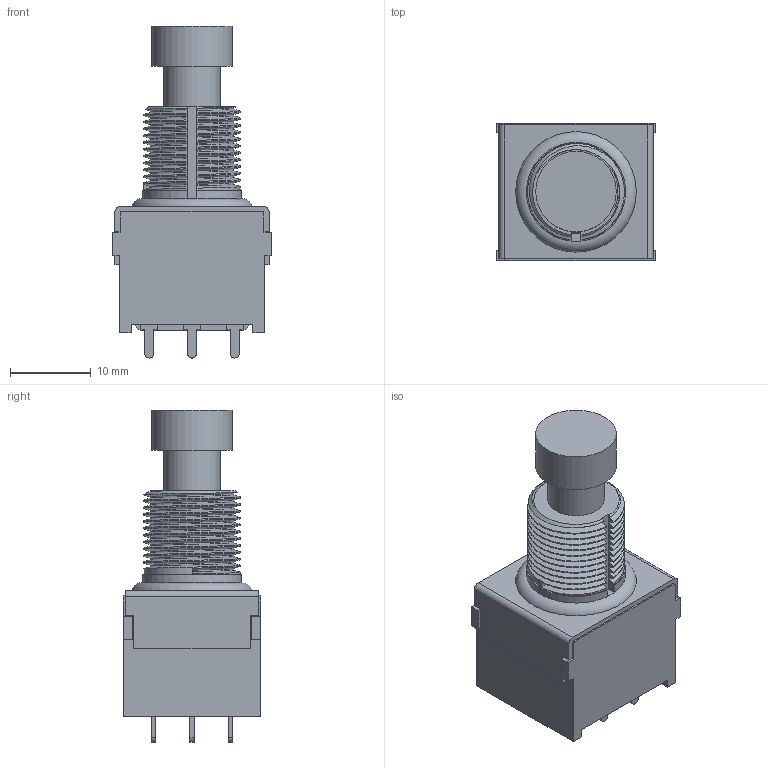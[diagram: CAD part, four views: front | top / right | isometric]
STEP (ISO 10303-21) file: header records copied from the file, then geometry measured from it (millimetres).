
FILE_DESCRIPTION(('FreeCAD Model'),'2;1');
FILE_NAME('Open CASCADE Shape Model','2024-08-28T09:30:58',( 'kicad StepUp'),('ksu MCAD'),'Open CASCADE STEP processor 7.6', 'FreeCAD','Unknown');
FILE_SCHEMA(('AUTOMOTIVE_DESIGN { 1 0 10303 214 1 1 1 1 }'));
Length unit declared in the file: millimetre
Products named in the file (1): SW_PUSH_E-Switch_FS57003P_3PDT
Bounding box: 19.69 x 17 x 41.2 mm (x, y, z)
Volume: 6564.6 mm3; surface area: 3170 mm2
Topology: 1 solids, 1 shells, 231 faces, 635 edges, 420 vertices
Faces by surface type: plane 146, cylinder 56, bspline 26, cone 2, torus 1
Full cylindrical faces by diameter (mm): 6.987 x1, 10 x1
Entity records: 25762 total; most frequent: CARTESIAN_POINT 18543, ORIENTED_EDGE 1270, DIRECTION 1008, EDGE_CURVE 635, LINE 456, VECTOR 456, VERTEX_POINT 420, AXIS2_PLACEMENT_3D 276
